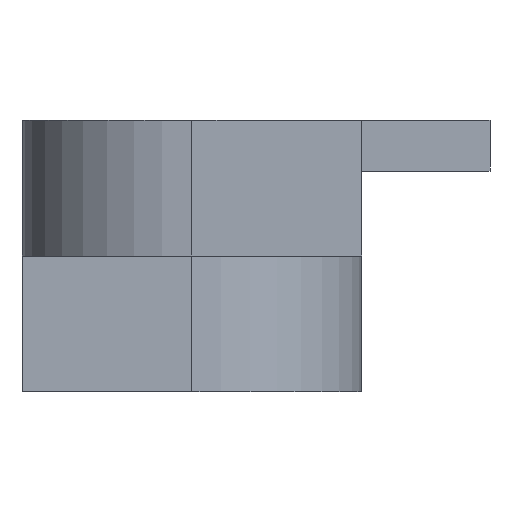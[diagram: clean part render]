
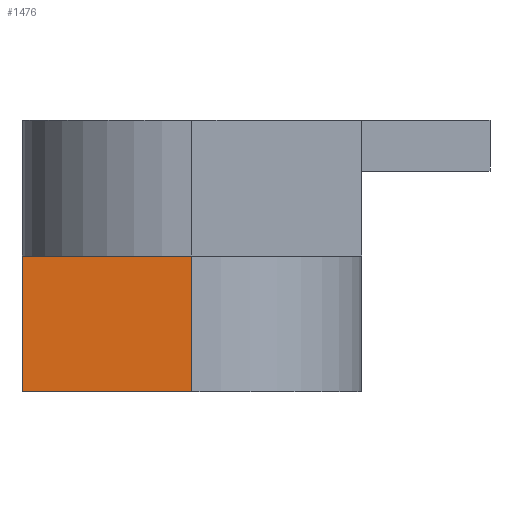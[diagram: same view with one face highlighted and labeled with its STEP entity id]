
A CAD part, left-side view. The second image highlights one B-rep face of the part: STEP entity #1476.
In plain terms, the highlighted planar face has unit normal (-1, 0, 0).
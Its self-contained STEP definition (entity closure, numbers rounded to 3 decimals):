
#70=FACE_OUTER_BOUND('',#150,.T.);
#150=EDGE_LOOP('',(#1045,#1046,#1047,#1048));
#247=LINE('',#2103,#440);
#281=LINE('',#2181,#474);
#282=LINE('',#2184,#475);
#283=LINE('',#2185,#476);
#440=VECTOR('',#1693,10.);
#474=VECTOR('',#1743,10.);
#475=VECTOR('',#1746,10.);
#476=VECTOR('',#1747,10.);
#630=VERTEX_POINT('',#2100);
#631=VERTEX_POINT('',#2102);
#667=VERTEX_POINT('',#2179);
#668=VERTEX_POINT('',#2183);
#775=EDGE_CURVE('',#630,#631,#247,.T.);
#815=EDGE_CURVE('',#667,#630,#281,.T.);
#816=EDGE_CURVE('',#668,#667,#282,.T.);
#817=EDGE_CURVE('',#631,#668,#283,.T.);
#1045=ORIENTED_EDGE('',*,*,#775,.F.);
#1046=ORIENTED_EDGE('',*,*,#815,.F.);
#1047=ORIENTED_EDGE('',*,*,#816,.F.);
#1048=ORIENTED_EDGE('',*,*,#817,.F.);
#1413=PLANE('',#1573);
#1476=ADVANCED_FACE('',(#70),#1413,.F.);
#1573=AXIS2_PLACEMENT_3D('',#2182,#1744,#1745);
#1693=DIRECTION('',(0.,1.,0.));
#1743=DIRECTION('',(0.,0.,-1.));
#1744=DIRECTION('center_axis',(1.,0.,0.));
#1745=DIRECTION('ref_axis',(0.,0.,-1.));
#1746=DIRECTION('',(0.,-1.,0.));
#1747=DIRECTION('',(0.,0.,1.));
#2100=CARTESIAN_POINT('',(-149.9,70.,5.));
#2102=CARTESIAN_POINT('',(-149.9,80.,5.));
#2103=CARTESIAN_POINT('',(-149.9,35.,5.));
#2179=CARTESIAN_POINT('',(-149.9,70.,13.));
#2181=CARTESIAN_POINT('',(-149.9,70.,15.));
#2182=CARTESIAN_POINT('Origin',(-149.9,70.,5.));
#2183=CARTESIAN_POINT('',(-149.9,80.,13.));
#2184=CARTESIAN_POINT('',(-149.9,70.,13.));
#2185=CARTESIAN_POINT('',(-149.9,80.,5.));
